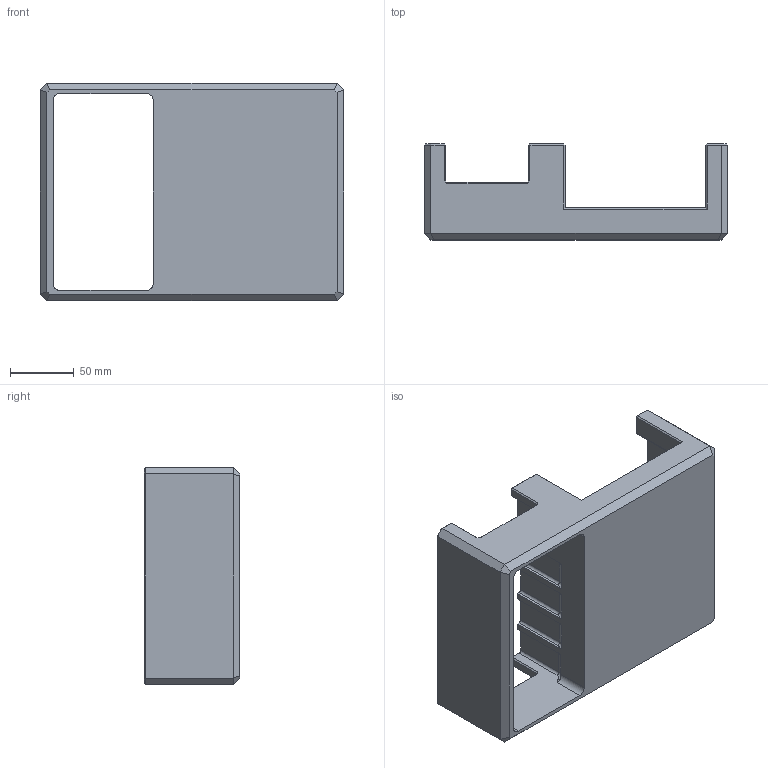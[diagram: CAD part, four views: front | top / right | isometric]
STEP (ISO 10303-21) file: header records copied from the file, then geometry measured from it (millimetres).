
FILE_DESCRIPTION (( 'STEP AP214' ), '1' );
FILE_NAME ('packaging_proto.STEP', '2026-03-25T08:00:28', ( '' ), ( '' ), 'SwSTEP 2.0', 'SolidWorks 2024', '' );
FILE_SCHEMA (( 'AUTOMOTIVE_DESIGN' ));
Length unit declared in the file: millimetre
Products named in the file (1): packaging_proto
Bounding box: 237 x 75 x 170 mm (x, y, z)
Volume: 692122.4 mm3; surface area: 158650.3 mm2
Topology: 1 solids, 1 shells, 541 faces, 1398 edges, 876 vertices
Faces by surface type: plane 275, bspline 178, cylinder 42, cone 30, torus 16
Entity records: 17453 total; most frequent: CARTESIAN_POINT 5498, ORIENTED_EDGE 2792, DIRECTION 1884, EDGE_CURVE 1396, VECTOR 888, LINE 888, VERTEX_POINT 876, EDGE_LOOP 562
